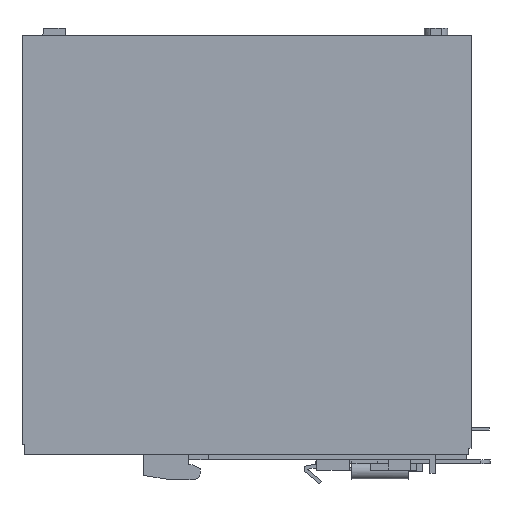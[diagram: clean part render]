
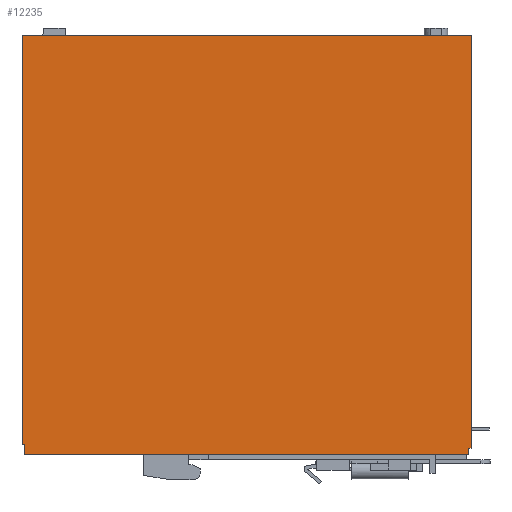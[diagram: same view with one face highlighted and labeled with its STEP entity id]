
A CAD part, left-side view. The second image highlights one B-rep face of the part: STEP entity #12235.
In plain terms, the highlighted planar face has unit normal (-1, 0, 0).
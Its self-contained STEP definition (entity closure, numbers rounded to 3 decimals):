
#247=LINE('',#18062,#1524);
#251=LINE('',#18070,#1528);
#379=LINE('',#18376,#1656);
#425=LINE('',#18470,#1702);
#426=LINE('',#18472,#1703);
#427=LINE('',#18474,#1704);
#428=LINE('',#18476,#1705);
#429=LINE('',#18477,#1706);
#1524=VECTOR('',#14386,1000.);
#1528=VECTOR('',#14392,1000.);
#1656=VECTOR('',#14598,1000.);
#1702=VECTOR('',#14654,1000.);
#1703=VECTOR('',#14657,1000.);
#1704=VECTOR('',#14658,1000.);
#1705=VECTOR('',#14659,1000.);
#1706=VECTOR('',#14660,1000.);
#3087=ORIENTED_EDGE('',*,*,#6218,.T.);
#3088=ORIENTED_EDGE('',*,*,#6214,.F.);
#3089=ORIENTED_EDGE('',*,*,#6412,.F.);
#3090=ORIENTED_EDGE('',*,*,#6413,.F.);
#3091=ORIENTED_EDGE('',*,*,#6414,.T.);
#3092=ORIENTED_EDGE('',*,*,#6415,.F.);
#3093=ORIENTED_EDGE('',*,*,#6364,.F.);
#3094=ORIENTED_EDGE('',*,*,#6416,.T.);
#6214=EDGE_CURVE('',#7883,#7884,#247,.T.);
#6218=EDGE_CURVE('',#7885,#7884,#251,.T.);
#6364=EDGE_CURVE('',#8025,#8026,#379,.T.);
#6412=EDGE_CURVE('',#8068,#7883,#425,.T.);
#6413=EDGE_CURVE('',#8069,#8068,#426,.T.);
#6414=EDGE_CURVE('',#8069,#8070,#427,.T.);
#6415=EDGE_CURVE('',#8026,#8070,#428,.T.);
#6416=EDGE_CURVE('',#8025,#7885,#429,.T.);
#7883=VERTEX_POINT('',#18061);
#7884=VERTEX_POINT('',#18063);
#7885=VERTEX_POINT('',#18067);
#8025=VERTEX_POINT('',#18375);
#8026=VERTEX_POINT('',#18377);
#8068=VERTEX_POINT('',#18469);
#8069=VERTEX_POINT('',#18473);
#8070=VERTEX_POINT('',#18475);
#9471=EDGE_LOOP('',(#3087,#3088,#3089,#3090,#3091,#3092,#3093,#3094));
#10594=FACE_BOUND('',#9471,.T.);
#11640=PLANE('',#13128);
#12235=ADVANCED_FACE('',(#10594),#11640,.F.);
#13128=AXIS2_PLACEMENT_3D('',#18471,#14655,#14656);
#14386=DIRECTION('',(0.,0.,-1.));
#14392=DIRECTION('',(0.,-1.,0.));
#14598=DIRECTION('',(0.,1.,0.));
#14654=DIRECTION('',(0.,-1.,0.));
#14655=DIRECTION('',(1.,0.,0.));
#14656=DIRECTION('',(0.,0.,-1.));
#14657=DIRECTION('',(0.,0.,1.));
#14658=DIRECTION('',(0.,-1.,0.));
#14659=DIRECTION('',(0.,0.,1.));
#14660=DIRECTION('',(0.,0.,1.));
#18061=CARTESIAN_POINT('',(-15.,0.,115.2));
#18062=CARTESIAN_POINT('',(-15.,0.,115.2));
#18063=CARTESIAN_POINT('',(-15.,0.,1.6));
#18067=CARTESIAN_POINT('',(-15.,0.8,1.6));
#18070=CARTESIAN_POINT('',(-15.,0.8,1.6));
#18375=CARTESIAN_POINT('',(-15.,0.8,0.));
#18376=CARTESIAN_POINT('',(-15.,0.,0.));
#18377=CARTESIAN_POINT('',(-15.,122.8,0.));
#18469=CARTESIAN_POINT('',(-15.,123.6,115.2));
#18470=CARTESIAN_POINT('',(-15.,123.6,115.2));
#18471=CARTESIAN_POINT('',(-15.,0.,0.));
#18472=CARTESIAN_POINT('',(-15.,123.6,0.));
#18473=CARTESIAN_POINT('',(-15.,123.6,2.5));
#18474=CARTESIAN_POINT('',(-15.,124.4,2.5));
#18475=CARTESIAN_POINT('',(-15.,122.8,2.5));
#18476=CARTESIAN_POINT('',(-15.,122.8,0.));
#18477=CARTESIAN_POINT('',(-15.,0.8,0.));
